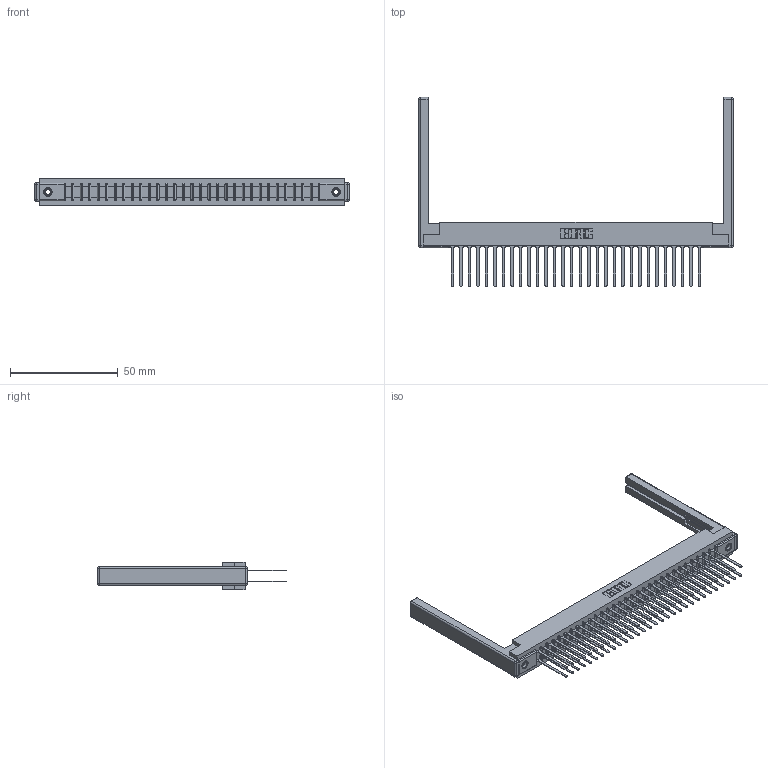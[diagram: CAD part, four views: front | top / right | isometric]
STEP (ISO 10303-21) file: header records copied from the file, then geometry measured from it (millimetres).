
FILE_DESCRIPTION (( 'STEP AP203' ), '1' );
FILE_NAME ('357-060-440-268.STEP', '2020-10-04T13:32:17', ( '' ), ( '' ), 'SwSTEP 2.0', 'SolidWorks 2020', '' );
FILE_SCHEMA (( 'CONFIG_CONTROL_DESIGN' ));
Length unit declared in the file: inch
Products named in the file (5): 357-060-440-268; 345-250-001_345-250-001-102; 307-290-001_540; 307-220-068; 307 Part_.156 Dia Mounting Holes
Assembly tree (65 placements, depth 2):
  357-060-440-268
    307 Part_.156 Dia Mounting Holes
    307-290-001_540  x60
    307-220-068  x2
    345-250-001_345-250-001-102  x2
Bounding box: 146.3 x 87.96 x 12.7 mm (x, y, z)
Volume: 20188.3 mm3; surface area: 25082.7 mm2
Topology: 65 solids, 65 shells, 3063 faces, 8513 edges, 5490 vertices
Faces by surface type: plane 2018, cylinder 959, sphere 70, cone 12, torus 4
Entity records: 30885 total; most frequent: CARTESIAN_POINT 5031, ORIENTED_EDGE 4976, DIRECTION 4948, EDGE_CURVE 2488, LINE 1902, VECTOR 1902, VERTEX_POINT 1606, AXIS2_PLACEMENT_3D 1523
